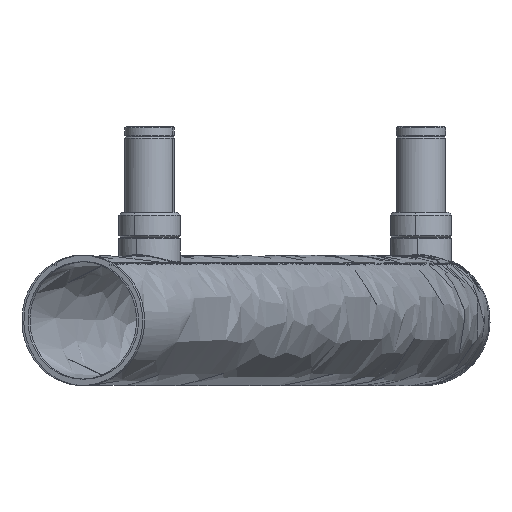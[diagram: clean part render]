
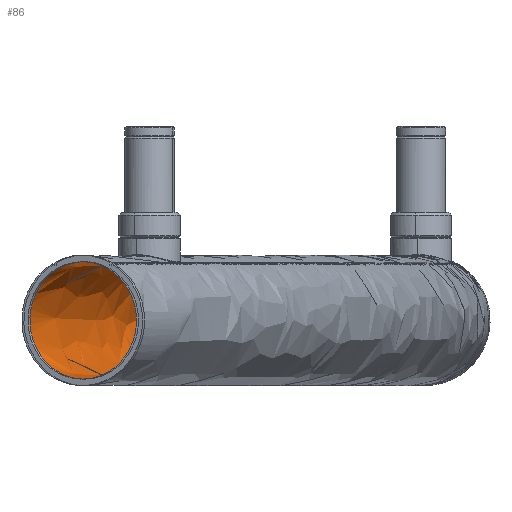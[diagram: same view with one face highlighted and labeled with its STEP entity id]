
A CAD part, left-side view. The second image highlights one B-rep face of the part: STEP entity #86.
In plain terms, the highlighted free-form (B-spline) face has degree [2, 2] with [3, 5] control points.
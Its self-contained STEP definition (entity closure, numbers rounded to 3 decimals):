
#86=ADVANCED_FACE('',(#173),#1216,.T.);
#173=FACE_OUTER_BOUND('',#260,.T.);
#260=EDGE_LOOP('',(#443,#444,#445,#446));
#443=ORIENTED_EDGE('',*,*,#778,.T.);
#444=ORIENTED_EDGE('',*,*,#779,.T.);
#445=ORIENTED_EDGE('',*,*,#771,.F.);
#446=ORIENTED_EDGE('',*,*,#768,.T.);
#768=EDGE_CURVE('',#1117,#1121,#949,.T.);
#771=EDGE_CURVE('',#1117,#1119,#952,.T.);
#778=EDGE_CURVE('',#1121,#1123,#958,.T.);
#779=EDGE_CURVE('',#1123,#1119,#959,.T.);
#949=(
BOUNDED_CURVE()
B_SPLINE_CURVE(2,(#2048,#2049,#2050,#2051,#2052),.UNSPECIFIED.,.F.,.F.)
B_SPLINE_CURVE_WITH_KNOTS((3,2,3),(-270.,-225.,
-180.),.UNSPECIFIED.)
CURVE()
GEOMETRIC_REPRESENTATION_ITEM()
RATIONAL_B_SPLINE_CURVE((1.,0.707,1.,0.707,1.))
REPRESENTATION_ITEM('')
);
#952=(
BOUNDED_CURVE()
B_SPLINE_CURVE(2,(#2060,#2061,#2062),.UNSPECIFIED.,.F.,.F.)
B_SPLINE_CURVE_WITH_KNOTS((3,3),(-3046.223,-2373.025),
 .UNSPECIFIED.)
CURVE()
GEOMETRIC_REPRESENTATION_ITEM()
RATIONAL_B_SPLINE_CURVE((1.,0.981,1.))
REPRESENTATION_ITEM('')
);
#958=(
BOUNDED_CURVE()
B_SPLINE_CURVE(2,(#2087,#2088,#2089),.UNSPECIFIED.,.F.,.F.)
B_SPLINE_CURVE_WITH_KNOTS((3,3),(-3046.223,-2373.025),
 .UNSPECIFIED.)
CURVE()
GEOMETRIC_REPRESENTATION_ITEM()
RATIONAL_B_SPLINE_CURVE((1.,0.981,1.))
REPRESENTATION_ITEM('')
);
#959=(
BOUNDED_CURVE()
B_SPLINE_CURVE(2,(#2090,#2091,#2092,#2093,#2094),.UNSPECIFIED.,.F.,.F.)
B_SPLINE_CURVE_WITH_KNOTS((3,2,3),(180.,225.,270.),
 .UNSPECIFIED.)
CURVE()
GEOMETRIC_REPRESENTATION_ITEM()
RATIONAL_B_SPLINE_CURVE((1.,0.707,1.,0.707,1.))
REPRESENTATION_ITEM('')
);
#1117=VERTEX_POINT('',#1781);
#1119=VERTEX_POINT('',#1783);
#1121=VERTEX_POINT('',#1785);
#1123=VERTEX_POINT('',#1787);
#1216=(
BOUNDED_SURFACE()
B_SPLINE_SURFACE(2,2,((#1706,#1707,#1708,#1709,#1710),(#1711,#1712,#1713,
#1714,#1715),(#1716,#1717,#1718,#1719,#1720)),.UNSPECIFIED.,.F.,.F.,.F.)
B_SPLINE_SURFACE_WITH_KNOTS((3,3),(3,2,3),(-3046.223,-2373.025),
(180.,225.,270.),.UNSPECIFIED.)
GEOMETRIC_REPRESENTATION_ITEM()
RATIONAL_B_SPLINE_SURFACE(((1.,0.707,1.,0.707,1.),
(0.981,0.694,0.981,0.694,
0.981),(1.,0.707,1.,0.707,1.)))
REPRESENTATION_ITEM('')
SURFACE()
);
#1706=CARTESIAN_POINT('',(338.833,-34.558,-2.175));
#1707=CARTESIAN_POINT('',(338.833,-12.058,-2.175));
#1708=CARTESIAN_POINT('',(338.833,-12.058,-24.675));
#1709=CARTESIAN_POINT('',(338.833,-12.058,-47.175));
#1710=CARTESIAN_POINT('',(338.833,-34.558,-47.175));
#1711=CARTESIAN_POINT('',(-2.104,-34.142,-2.175));
#1712=CARTESIAN_POINT('',(2.343,-11.642,-2.175));
#1713=CARTESIAN_POINT('',(2.343,-11.642,-24.675));
#1714=CARTESIAN_POINT('',(2.343,-11.642,-47.175));
#1715=CARTESIAN_POINT('',(-2.104,-34.142,-47.175));
#1716=CARTESIAN_POINT('',(-317.248,95.945,-2.175));
#1717=CARTESIAN_POINT('',(-308.688,116.753,-2.175));
#1718=CARTESIAN_POINT('',(-308.688,116.753,-24.675));
#1719=CARTESIAN_POINT('',(-308.688,116.753,-47.175));
#1720=CARTESIAN_POINT('',(-317.248,95.945,-47.175));
#1781=CARTESIAN_POINT('',(338.833,-34.558,-47.175));
#1783=CARTESIAN_POINT('',(-317.248,95.945,-47.175));
#1785=CARTESIAN_POINT('',(338.833,-34.558,-2.175));
#1787=CARTESIAN_POINT('',(-317.248,95.945,-2.175));
#2048=CARTESIAN_POINT('',(338.833,-34.558,-47.175));
#2049=CARTESIAN_POINT('',(338.833,-12.058,-47.175));
#2050=CARTESIAN_POINT('',(338.833,-12.058,-24.675));
#2051=CARTESIAN_POINT('',(338.833,-12.058,-2.175));
#2052=CARTESIAN_POINT('',(338.833,-34.558,-2.175));
#2060=CARTESIAN_POINT('',(338.833,-34.558,-47.175));
#2061=CARTESIAN_POINT('',(-2.104,-34.142,-47.175));
#2062=CARTESIAN_POINT('',(-317.248,95.945,-47.175));
#2087=CARTESIAN_POINT('',(338.833,-34.558,-2.175));
#2088=CARTESIAN_POINT('',(-2.104,-34.142,-2.175));
#2089=CARTESIAN_POINT('',(-317.248,95.945,-2.175));
#2090=CARTESIAN_POINT('',(-317.248,95.945,-2.175));
#2091=CARTESIAN_POINT('',(-308.688,116.753,-2.175));
#2092=CARTESIAN_POINT('',(-308.688,116.753,-24.675));
#2093=CARTESIAN_POINT('',(-308.688,116.753,-47.175));
#2094=CARTESIAN_POINT('',(-317.248,95.945,-47.175));
